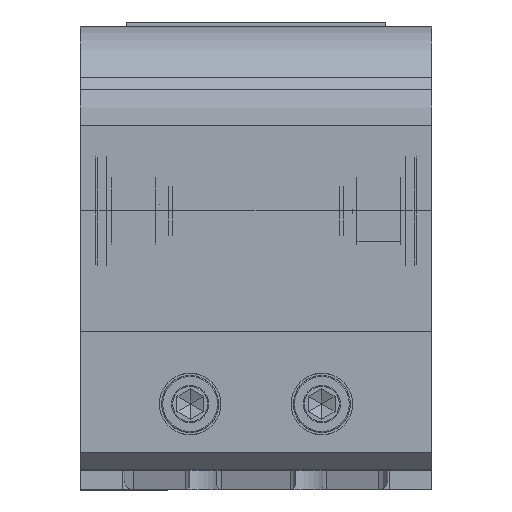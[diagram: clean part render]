
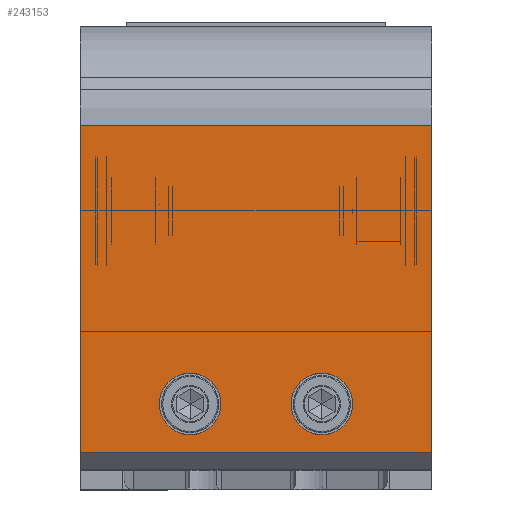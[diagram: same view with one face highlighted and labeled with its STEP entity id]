
A CAD part, top view. The second image highlights one B-rep face of the part: STEP entity #243153.
In plain terms, the highlighted planar face has unit normal (0, 0, 1).
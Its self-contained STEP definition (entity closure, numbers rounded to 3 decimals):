
#848 = AXIS2_PLACEMENT_3D ( 'NONE', #60077, #38154, #156858 ) ;
#4665 = VERTEX_POINT ( 'NONE', #156998 ) ;
#6008 = VECTOR ( 'NONE', #64708, 1000. ) ;
#7619 = ORIENTED_EDGE ( 'NONE', *, *, #186514, .F. ) ;
#9814 = CARTESIAN_POINT ( 'NONE',  ( 105.798, 163.238, 570.351 ) ) ;
#16143 = DIRECTION ( 'NONE',  ( 0., -1., 0. ) ) ;
#19688 = ORIENTED_EDGE ( 'NONE', *, *, #97930, .F. ) ;
#32040 = CARTESIAN_POINT ( 'NONE',  ( 137.798, 174.238, 570.351 ) ) ;
#34231 = VECTOR ( 'NONE', #16143, 1000. ) ;
#38154 = DIRECTION ( 'NONE',  ( 0., 0., 1. ) ) ;
#43112 = DIRECTION ( 'NONE',  ( -1., 0., 0. ) ) ;
#47426 = VERTEX_POINT ( 'NONE', #60293 ) ;
#49532 = VECTOR ( 'NONE', #132687, 1000. ) ;
#54035 = CIRCLE ( 'NONE', #103532, 7. ) ;
#59803 = CARTESIAN_POINT ( 'NONE',  ( 167.798, 174.238, 570.351 ) ) ;
#59822 = VECTOR ( 'NONE', #43112, 1000. ) ;
#60077 = CARTESIAN_POINT ( 'NONE',  ( 160.798, 174.238, 570.351 ) ) ;
#60293 = CARTESIAN_POINT ( 'NONE',  ( 185.798, 163.238, 570.351 ) ) ;
#64708 = DIRECTION ( 'NONE',  ( 1., 0., 0. ) ) ;
#68498 = LINE ( 'NONE', #201450, #6008 ) ;
#69375 = VERTEX_POINT ( 'NONE', #59803 ) ;
#73015 = DIRECTION ( 'NONE',  ( 1., 0., 0. ) ) ;
#87003 = VERTEX_POINT ( 'NONE', #188704 ) ;
#88587 = ORIENTED_EDGE ( 'NONE', *, *, #197230, .T. ) ;
#93663 = CARTESIAN_POINT ( 'NONE',  ( 130.798, 174.238, 570.351 ) ) ;
#96637 = CARTESIAN_POINT ( 'NONE',  ( 185.798, 237.738, 570.351 ) ) ;
#97930 = EDGE_CURVE ( 'NONE', #69375, #4665, #54035, .T. ) ;
#98222 = CARTESIAN_POINT ( 'NONE',  ( 160.798, 174.238, 570.351 ) ) ;
#103532 = AXIS2_PLACEMENT_3D ( 'NONE', #98222, #175603, #140805 ) ;
#117116 = LINE ( 'NONE', #216430, #49532 ) ;
#123067 = CARTESIAN_POINT ( 'NONE',  ( 185.798, 237.738, 570.351 ) ) ;
#124302 = CIRCLE ( 'NONE', #848, 7. ) ;
#126174 = FACE_OUTER_BOUND ( 'NONE', #146287, .T. ) ;
#130955 = CARTESIAN_POINT ( 'NONE',  ( 185.798, 159.238, 570.351 ) ) ;
#132687 = DIRECTION ( 'NONE',  ( 0., -1., 0. ) ) ;
#134817 = EDGE_CURVE ( 'NONE', #4665, #69375, #124302, .T. ) ;
#136588 = DIRECTION ( 'NONE',  ( 1., 0., 0. ) ) ;
#136955 = EDGE_LOOP ( 'NONE', ( #19688, #212789 ) ) ;
#137369 = EDGE_CURVE ( 'NONE', #174168, #47426, #192771, .T. ) ;
#140805 = DIRECTION ( 'NONE',  ( 1., 0., 0. ) ) ;
#146287 = EDGE_LOOP ( 'NONE', ( #88587, #213464, #236949, #160090 ) ) ;
#146409 = VERTEX_POINT ( 'NONE', #210558 ) ;
#148111 = CARTESIAN_POINT ( 'NONE',  ( 185.798, 159.238, 570.351 ) ) ;
#152980 = DIRECTION ( 'NONE',  ( 0., 0., 1. ) ) ;
#156858 = DIRECTION ( 'NONE',  ( 1., 0., 0. ) ) ;
#156998 = CARTESIAN_POINT ( 'NONE',  ( 153.798, 174.238, 570.351 ) ) ;
#157209 = DIRECTION ( 'NONE',  ( 0., 0., 1. ) ) ;
#160090 = ORIENTED_EDGE ( 'NONE', *, *, #234591, .T. ) ;
#166153 = DIRECTION ( 'NONE',  ( -1., 0., 0. ) ) ;
#166611 = VERTEX_POINT ( 'NONE', #9814 ) ;
#168181 = AXIS2_PLACEMENT_3D ( 'NONE', #93663, #152980, #73015 ) ;
#174168 = VERTEX_POINT ( 'NONE', #96637 ) ;
#175216 = CARTESIAN_POINT ( 'NONE',  ( 130.798, 174.238, 570.351 ) ) ;
#175603 = DIRECTION ( 'NONE',  ( 0., 0., 1. ) ) ;
#179411 = EDGE_LOOP ( 'NONE', ( #7619, #249014 ) ) ;
#182411 = CIRCLE ( 'NONE', #215385, 7. ) ;
#182418 = LINE ( 'NONE', #123067, #59822 ) ;
#182993 = FACE_BOUND ( 'NONE', #179411, .T. ) ;
#186514 = EDGE_CURVE ( 'NONE', #194141, #87003, #182411, .T. ) ;
#186774 = DIRECTION ( 'NONE',  ( 0., 0., -1. ) ) ;
#186881 = AXIS2_PLACEMENT_3D ( 'NONE', #148111, #186774, #166153 ) ;
#188704 = CARTESIAN_POINT ( 'NONE',  ( 123.798, 174.238, 570.351 ) ) ;
#191604 = EDGE_CURVE ( 'NONE', #87003, #194141, #242212, .T. ) ;
#192771 = LINE ( 'NONE', #130955, #34231 ) ;
#194141 = VERTEX_POINT ( 'NONE', #32040 ) ;
#197230 = EDGE_CURVE ( 'NONE', #146409, #166611, #117116, .T. ) ;
#201450 = CARTESIAN_POINT ( 'NONE',  ( 185.798, 163.238, 570.351 ) ) ;
#206139 = FACE_BOUND ( 'NONE', #136955, .T. ) ;
#210558 = CARTESIAN_POINT ( 'NONE',  ( 105.798, 237.738, 570.351 ) ) ;
#212789 = ORIENTED_EDGE ( 'NONE', *, *, #134817, .F. ) ;
#213464 = ORIENTED_EDGE ( 'NONE', *, *, #253004, .T. ) ;
#215385 = AXIS2_PLACEMENT_3D ( 'NONE', #175216, #157209, #136588 ) ;
#216430 = CARTESIAN_POINT ( 'NONE',  ( 105.798, 159.238, 570.351 ) ) ;
#234591 = EDGE_CURVE ( 'NONE', #174168, #146409, #182418, .T. ) ;
#236949 = ORIENTED_EDGE ( 'NONE', *, *, #137369, .F. ) ;
#241016 = PLANE ( 'NONE',  #186881 ) ;
#242212 = CIRCLE ( 'NONE', #168181, 7. ) ;
#243153 = ADVANCED_FACE ( 'NONE', ( #182993, #206139, #126174 ), #241016, .F. ) ;
#249014 = ORIENTED_EDGE ( 'NONE', *, *, #191604, .F. ) ;
#253004 = EDGE_CURVE ( 'NONE', #166611, #47426, #68498, .T. ) ;
